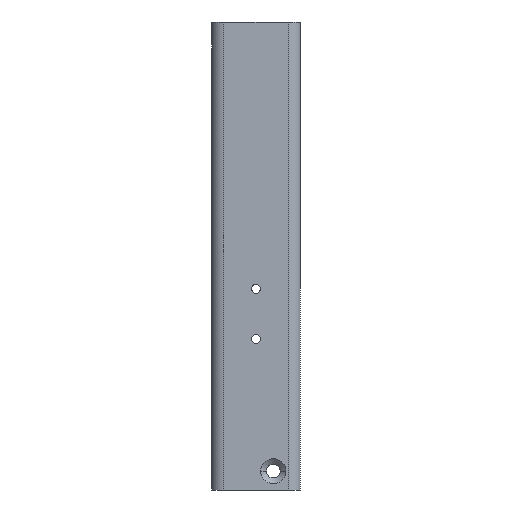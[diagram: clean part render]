
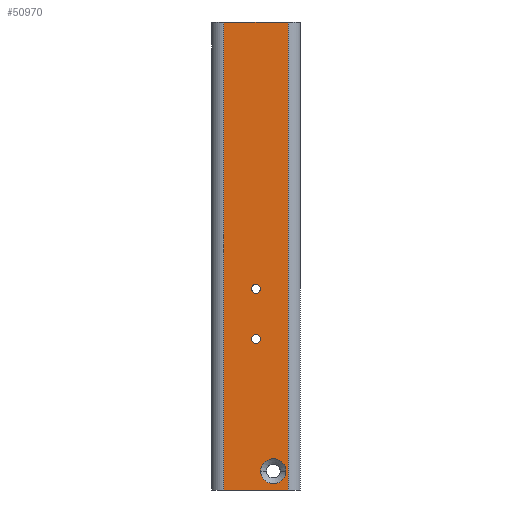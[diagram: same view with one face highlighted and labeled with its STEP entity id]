
A CAD part, front view. The second image highlights one B-rep face of the part: STEP entity #50970.
In plain terms, the highlighted face is planar.
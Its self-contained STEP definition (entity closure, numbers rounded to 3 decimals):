
#2330=CARTESIAN_POINT('',(-32.334,59.22,
-305.467));
#2340=VERTEX_POINT('',#2330);
#2860=CARTESIAN_POINT('',(-32.334,75.629,
-305.467));
#2870=VERTEX_POINT('',#2860);
#2900=CARTESIAN_POINT('',(-32.334,70.554,
-305.467));
#2910=DIRECTION('',(0.,-1.,0.));
#2920=VECTOR('',#2910,1.);
#2930=LINE('',#2900,#2920);
#2940=EDGE_CURVE('',#2870,#2340,#2930,.T.);
#38770=CARTESIAN_POINT('',(-32.334,75.629,
-186.849));
#38780=VERTEX_POINT('',#38770);
#39300=CARTESIAN_POINT('',(-32.334,59.22,
-186.849));
#39310=VERTEX_POINT('',#39300);
#39340=CARTESIAN_POINT('',(-32.334,70.554,
-186.849));
#39350=DIRECTION('',(0.,-1.,0.));
#39360=VECTOR('',#39350,1.);
#39370=LINE('',#39340,#39360);
#39380=EDGE_CURVE('',#38780,#39310,#39370,.T.);
#50310=CARTESIAN_POINT('',(-32.334,78.677,
-305.467));
#50320=DIRECTION('',(1.,0.,0.));
#50330=DIRECTION('',(0.,1.,0.));
#50340=AXIS2_PLACEMENT_3D('',#50310,#50320,#50330);
#50350=PLANE('',#50340);
#50360=CARTESIAN_POINT('',(-32.334,67.424,
-267.195));
#50370=DIRECTION('',(1.,0.,0.));
#50380=DIRECTION('',(0.,-0.309,
-0.951));
#50390=AXIS2_PLACEMENT_3D('',#50360,#50370,#50380);
#50400=CIRCLE('',#50390,1.13);
#50410=CARTESIAN_POINT('',(-32.334,67.075,
-268.27));
#50420=VERTEX_POINT('',#50410);
#50430=CARTESIAN_POINT('',(-32.334,67.774,
-266.12));
#50440=VERTEX_POINT('',#50430);
#50450=EDGE_CURVE('',#50420,#50440,#50400,.T.);
#50460=ORIENTED_EDGE('',*,*,#50450,.T.);
#50470=EDGE_CURVE('',#50440,#50420,#50400,.T.);
#50480=ORIENTED_EDGE('',*,*,#50470,.T.);
#50490=EDGE_LOOP('',(#50480,#50460));
#50500=FACE_BOUND('',#50490,.T.);
#50510=CARTESIAN_POINT('',(-32.334,67.424,
-254.495));
#50520=DIRECTION('',(1.,0.,0.));
#50530=DIRECTION('',(0.,-0.309,
-0.951));
#50540=AXIS2_PLACEMENT_3D('',#50510,#50520,#50530);
#50550=CIRCLE('',#50540,1.13);
#50560=CARTESIAN_POINT('',(-32.334,67.075,
-255.57));
#50570=VERTEX_POINT('',#50560);
#50580=CARTESIAN_POINT('',(-32.334,67.774,
-253.42));
#50590=VERTEX_POINT('',#50580);
#50600=EDGE_CURVE('',#50570,#50590,#50550,.T.);
#50610=ORIENTED_EDGE('',*,*,#50600,.T.);
#50620=EDGE_CURVE('',#50590,#50570,#50550,.T.);
#50630=ORIENTED_EDGE('',*,*,#50620,.T.);
#50640=EDGE_LOOP('',(#50630,#50610));
#50650=FACE_BOUND('',#50640,.T.);
#50660=CARTESIAN_POINT('',(-32.334,63.03,
-300.691));
#50670=DIRECTION('',(1.,0.,0.));
#50680=DIRECTION('',(0.,1.,0.));
#50690=AXIS2_PLACEMENT_3D('',#50660,#50670,#50680);
#50700=CIRCLE('',#50690,3.188);
#50710=CARTESIAN_POINT('',(-32.334,66.218,
-300.691));
#50720=VERTEX_POINT('',#50710);
#50730=CARTESIAN_POINT('',(-32.334,59.842,
-300.691));
#50740=VERTEX_POINT('',#50730);
#50750=EDGE_CURVE('',#50720,#50740,#50700,.T.);
#50760=ORIENTED_EDGE('',*,*,#50750,.T.);
#50770=EDGE_CURVE('',#50740,#50720,#50700,.T.);
#50780=ORIENTED_EDGE('',*,*,#50770,.T.);
#50790=EDGE_LOOP('',(#50780,#50760));
#50800=FACE_BOUND('',#50790,.T.);
#50810=ORIENTED_EDGE('',*,*,#39380,.F.);
#50820=CARTESIAN_POINT('',(-32.334,59.22,
-305.467));
#50830=DIRECTION('',(0.,0.,1.));
#50840=VECTOR('',#50830,1.);
#50850=LINE('',#50820,#50840);
#50860=EDGE_CURVE('',#2340,#39310,#50850,.T.);
#50870=ORIENTED_EDGE('',*,*,#50860,.T.);
#50880=ORIENTED_EDGE('',*,*,#2940,.T.);
#50890=CARTESIAN_POINT('',(-32.334,75.629,
-305.467));
#50900=DIRECTION('',(0.,0.,-1.));
#50910=VECTOR('',#50900,1.);
#50920=LINE('',#50890,#50910);
#50930=EDGE_CURVE('',#38780,#2870,#50920,.T.);
#50940=ORIENTED_EDGE('',*,*,#50930,.T.);
#50950=EDGE_LOOP('',(#50940,#50880,#50870,#50810));
#50960=FACE_OUTER_BOUND('',#50950,.T.);
#50970=ADVANCED_FACE('',(#50500,#50650,#50800,#50960),#50350,.F.);
